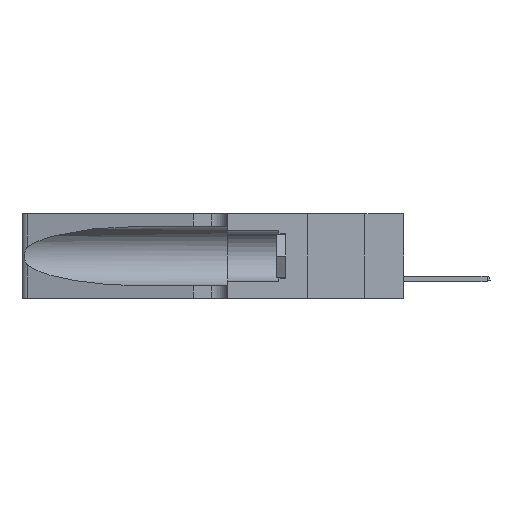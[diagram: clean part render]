
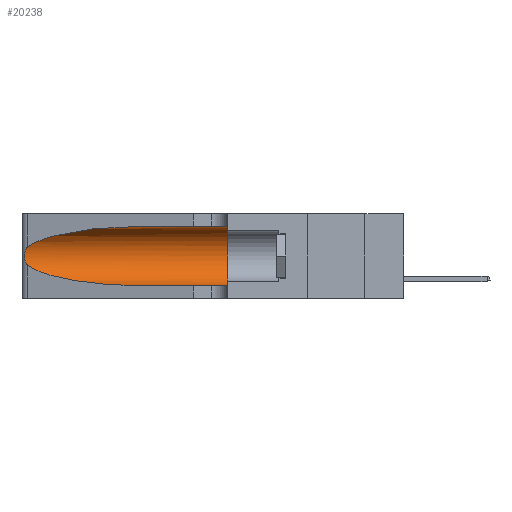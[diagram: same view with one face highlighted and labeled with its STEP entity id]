
A CAD part, left-side view. The second image highlights one B-rep face of the part: STEP entity #20238.
In plain terms, the highlighted cylindrical face has radius 3.308 mm (diameter 6.617 mm), a partial arc.
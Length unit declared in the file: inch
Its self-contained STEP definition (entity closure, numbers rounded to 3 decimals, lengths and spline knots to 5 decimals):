
#10 = ORIENTED_EDGE ( 'NONE', *, *, #11303, .F. ) ;
#1410 = ORIENTED_EDGE ( 'NONE', *, *, #10599, .T. ) ;
#2379 = CARTESIAN_POINT ( 'NONE',  ( 0.25487, 1.22718, 0.14631 ) ) ;
#3326 = CARTESIAN_POINT ( 'NONE',  ( 0.2373, 1.15595, 0.28018 ) ) ;
#3881 = EDGE_CURVE ( 'NONE', #11744, #12641, #12918, .T. ) ;
#4173 = DIRECTION ( 'NONE',  ( 0., -1., 0. ) ) ;
#4259 = CARTESIAN_POINT ( 'NONE',  ( 0.2373, 1.15595, 0.08982 ) ) ;
#5013 = B_SPLINE_CURVE_WITH_KNOTS ( 'NONE', 3,
 ( #21106, #21362, #5105, #19088, #23084, #5195, #23175, #25188, #5273, #19265, #7339, #9354, #14221, #12911 ),
 .UNSPECIFIED., .F., .F.,
 ( 4, 2, 2, 2, 2, 2, 4 ),
 ( 0., 0.00027, 0.00053, 0.00107, 0.0016, 0.00187, 0.00214 ),
 .UNSPECIFIED. ) ;
#5085 = CARTESIAN_POINT ( 'NONE',  ( 0.1305, 0.72297, 0.05475 ) ) ;
#5105 = CARTESIAN_POINT ( 'NONE',  ( 0.25639, 1.23184, 0.21858 ) ) ;
#5195 = CARTESIAN_POINT ( 'NONE',  ( 0.26018, 1.23835, 0.19895 ) ) ;
#5273 = CARTESIAN_POINT ( 'NONE',  ( 0.26017, 1.23833, 0.17102 ) ) ;
#5512 = EDGE_CURVE ( 'NONE', #19215, #13501, #5013, .T. ) ;
#6174 = DIRECTION ( 'NONE',  ( 0., 0., -1. ) ) ;
#6328 = DIRECTION ( 'NONE',  ( 0., -1., 0. ) ) ;
#7233 = VECTOR ( 'NONE', #11890, 39.37008 ) ;
#7339 = CARTESIAN_POINT ( 'NONE',  ( 0.25789, 1.23486, 0.15765 ) ) ;
#7954 = CARTESIAN_POINT ( 'NONE',  ( 0.25487, 1.22718, 0.14631 ) ) ;
#9354 = CARTESIAN_POINT ( 'NONE',  ( 0.25639, 1.23186, 0.15144 ) ) ;
#9912 = EDGE_CURVE ( 'NONE', #25443, #17244, #20927, .T. ) ;
#10287 = CARTESIAN_POINT ( 'NONE',  ( 0.1305, 0.72297, 0.31525 ) ) ;
#10345 = CARTESIAN_POINT ( 'NONE',  ( 0.18966, 0.96281, 0.05475 ) ) ;
#10508 = FACE_OUTER_BOUND ( 'NONE', #17796, .T. ) ;
#10599 = EDGE_CURVE ( 'NONE', #25443, #19215, #22449, .T. ) ;
#10762 = VECTOR ( 'NONE', #6328, 39.37008 ) ;
#11303 = EDGE_CURVE ( 'NONE', #17244, #12641, #20904, .T. ) ;
#11665 = ORIENTED_EDGE ( 'NONE', *, *, #19766, .T. ) ;
#11744 = VERTEX_POINT ( 'NONE', #5085 ) ;
#11764 = CARTESIAN_POINT ( 'NONE',  ( 0.1305, 0.72297, 0.31525 ) ) ;
#11890 = DIRECTION ( 'NONE',  ( 0., -1., 0. ) ) ;
#12641 = VERTEX_POINT ( 'NONE', #18967 ) ;
#12845 = AXIS2_PLACEMENT_3D ( 'NONE', #13028, #25200, #23186 ) ;
#12911 = CARTESIAN_POINT ( 'NONE',  ( 0.25487, 1.22718, 0.14631 ) ) ;
#12918 = LINE ( 'NONE', #24910, #10762 ) ;
#13028 = CARTESIAN_POINT ( 'NONE',  ( 0.1305, 0.35, 0.185 ) ) ;
#13501 = VERTEX_POINT ( 'NONE', #7954 ) ;
#14221 = CARTESIAN_POINT ( 'NONE',  ( 0.25555, 1.22993, 0.14849 ) ) ;
#14579 = AXIS2_PLACEMENT_3D ( 'NONE', #20232, #4173, #6174 ) ;
#15456 =( BOUNDED_CURVE ( )  B_SPLINE_CURVE ( 3, ( #2379, #4259, #10345, #18488 ),
 .UNSPECIFIED., .F., .T. ) 
 B_SPLINE_CURVE_WITH_KNOTS ( ( 4, 4 ),
 ( 3.44316, 4.71239 ),
 .UNSPECIFIED. ) 
 CURVE ( )  GEOMETRIC_REPRESENTATION_ITEM ( )  RATIONAL_B_SPLINE_CURVE ( ( 1., 0.87, 0.87, 1. ) ) 
 REPRESENTATION_ITEM ( '' )  );
#16222 = CARTESIAN_POINT ( 'NONE',  ( 0.1305, 0.35, 0.31525 ) ) ;
#17003 = ORIENTED_EDGE ( 'NONE', *, *, #3881, .T. ) ;
#17139 = CARTESIAN_POINT ( 'NONE',  ( 0.25487, 1.22718, 0.22369 ) ) ;
#17244 = VERTEX_POINT ( 'NONE', #16222 ) ;
#17789 = ORIENTED_EDGE ( 'NONE', *, *, #5512, .T. ) ;
#17796 = EDGE_LOOP ( 'NONE', ( #1410, #17789, #11665, #17003, #10, #20138 ) ) ;
#18355 = CARTESIAN_POINT ( 'NONE',  ( 0.18966, 0.96281, 0.31525 ) ) ;
#18488 = CARTESIAN_POINT ( 'NONE',  ( 0.1305, 0.72297, 0.05475 ) ) ;
#18967 = CARTESIAN_POINT ( 'NONE',  ( 0.1305, 0.35, 0.05475 ) ) ;
#19088 = CARTESIAN_POINT ( 'NONE',  ( 0.25787, 1.23484, 0.2124 ) ) ;
#19215 = VERTEX_POINT ( 'NONE', #24598 ) ;
#19265 = CARTESIAN_POINT ( 'NONE',  ( 0.25856, 1.23593, 0.16098 ) ) ;
#19766 = EDGE_CURVE ( 'NONE', #13501, #11744, #15456, .T. ) ;
#20138 = ORIENTED_EDGE ( 'NONE', *, *, #9912, .F. ) ;
#20232 = CARTESIAN_POINT ( 'NONE',  ( 0.1305, 1.61858, 0.185 ) ) ;
#20238 = ADVANCED_FACE ( 'NONE', ( #10508 ), #20452, .F. ) ;
#20452 = CYLINDRICAL_SURFACE ( 'NONE', #14579, 0.13025 ) ;
#20904 = CIRCLE ( 'NONE', #12845, 0.13025 ) ;
#20927 = LINE ( 'NONE', #23792, #7233 ) ;
#21106 = CARTESIAN_POINT ( 'NONE',  ( 0.25487, 1.22718, 0.22369 ) ) ;
#21362 = CARTESIAN_POINT ( 'NONE',  ( 0.25555, 1.22994, 0.2215 ) ) ;
#22449 =( BOUNDED_CURVE ( )  B_SPLINE_CURVE ( 3, ( #11764, #18355, #3326, #17139 ),
 .UNSPECIFIED., .F., .T. ) 
 B_SPLINE_CURVE_WITH_KNOTS ( ( 4, 4 ),
 ( 1.5708, 2.84003 ),
 .UNSPECIFIED. ) 
 CURVE ( )  GEOMETRIC_REPRESENTATION_ITEM ( )  RATIONAL_B_SPLINE_CURVE ( ( 1., 0.87, 0.87, 1. ) ) 
 REPRESENTATION_ITEM ( '' )  );
#23084 = CARTESIAN_POINT ( 'NONE',  ( 0.25854, 1.2359, 0.20912 ) ) ;
#23175 = CARTESIAN_POINT ( 'NONE',  ( 0.26075, 1.23896, 0.19203 ) ) ;
#23186 = DIRECTION ( 'NONE',  ( 0., 0., 1. ) ) ;
#23792 = CARTESIAN_POINT ( 'NONE',  ( 0.1305, 1.61858, 0.31525 ) ) ;
#24598 = CARTESIAN_POINT ( 'NONE',  ( 0.25487, 1.22718, 0.22369 ) ) ;
#24910 = CARTESIAN_POINT ( 'NONE',  ( 0.1305, 1.61858, 0.05475 ) ) ;
#25188 = CARTESIAN_POINT ( 'NONE',  ( 0.26075, 1.23896, 0.178 ) ) ;
#25200 = DIRECTION ( 'NONE',  ( 0., 1., 0. ) ) ;
#25443 = VERTEX_POINT ( 'NONE', #10287 ) ;
